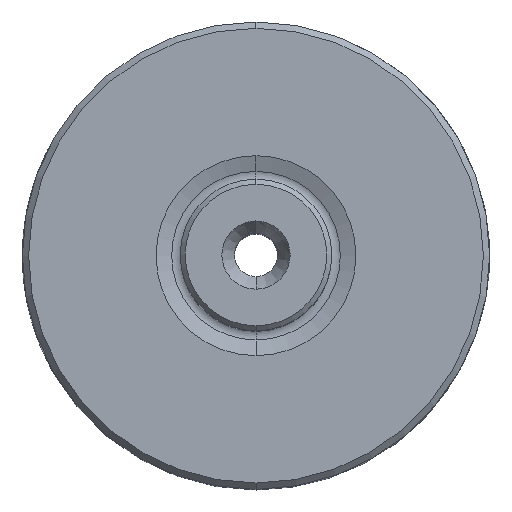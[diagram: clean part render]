
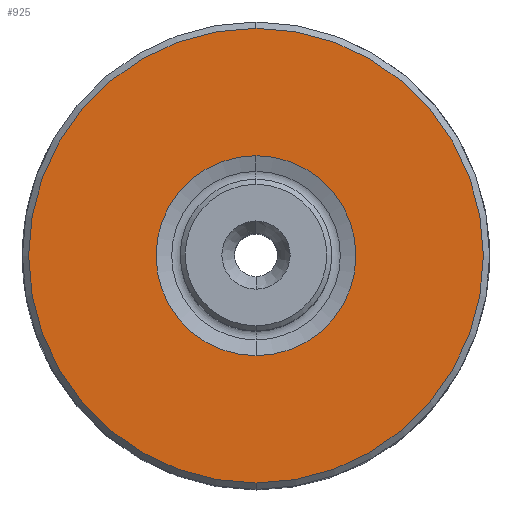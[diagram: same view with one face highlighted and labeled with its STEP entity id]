
A CAD part, top view. The second image highlights one B-rep face of the part: STEP entity #925.
In plain terms, the highlighted planar face has unit normal (0, 0, 1).
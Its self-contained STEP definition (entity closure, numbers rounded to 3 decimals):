
#657=EDGE_CURVE('NONE',#1299,#679,#1844,.T.);
#679=VERTEX_POINT('NONE',#1868);
#911=EDGE_CURVE('NONE',#1291,#1491,#2131,.T.);
#925=ADVANCED_FACE('NONE',(#2146,#2147),#2148,.T.);
#1291=VERTEX_POINT('NONE',#2551);
#1299=VERTEX_POINT('NONE',#2559);
#1373=EDGE_CURVE('NONE',#679,#1299,#2641,.T.);
#1491=VERTEX_POINT('NONE',#2773);
#1501=EDGE_CURVE('NONE',#1491,#1291,#2783,.T.);
#1844=CIRCLE('',#3164,3.957);
#1868=CARTESIAN_POINT('',(0.,3.957,0.));
#2131=CIRCLE('',#3710,9.0);
#2146=FACE_OUTER_BOUND('',#3728,.T.);
#2147=FACE_BOUND('',#3729,.T.);
#2148=PLANE('',#3730);
#2551=CARTESIAN_POINT('',(0.,-9.0,0.));
#2559=CARTESIAN_POINT('',(0.,-3.957,0.));
#2641=CIRCLE('',#4634,3.957);
#2773=CARTESIAN_POINT('',(0.,9.0,0.));
#2783=CIRCLE('',#4859,9.0);
#3164=AXIS2_PLACEMENT_3D('',#5467,#5468,#5469);
#3710=AXIS2_PLACEMENT_3D('',#5834,#5835,#5836);
#3728=EDGE_LOOP('',(#5855,#5856));
#3729=EDGE_LOOP('',(#5857,#5858));
#3730=AXIS2_PLACEMENT_3D('',#5859,#5860,#5861);
#4634=AXIS2_PLACEMENT_3D('',#6381,#6382,#6383);
#4859=AXIS2_PLACEMENT_3D('',#6546,#6547,#6548);
#5467=CARTESIAN_POINT('',(0.0,0.0,0.));
#5468=DIRECTION('',(0.0,0.0,1.0));
#5469=DIRECTION('',(0.,1.0,0.0));
#5834=CARTESIAN_POINT('',(0.0,0.0,0.));
#5835=DIRECTION('',(0.0,0.0,1.0));
#5836=DIRECTION('',(0.,1.0,0.0));
#5855=ORIENTED_EDGE('',*,*,#911,.T.);
#5856=ORIENTED_EDGE('',*,*,#1501,.T.);
#5857=ORIENTED_EDGE('',*,*,#1373,.F.);
#5858=ORIENTED_EDGE('',*,*,#657,.F.);
#5859=CARTESIAN_POINT('',(-10.0,0.,0.));
#5860=DIRECTION('',(0.0,0.0,1.0));
#5861=DIRECTION('',(1.0,0.0,0.0));
#6381=CARTESIAN_POINT('',(0.0,0.0,0.));
#6382=DIRECTION('',(0.0,0.0,1.0));
#6383=DIRECTION('',(0.,1.0,0.0));
#6546=CARTESIAN_POINT('',(0.0,0.0,0.));
#6547=DIRECTION('',(0.0,0.0,1.0));
#6548=DIRECTION('',(0.,1.0,0.0));
